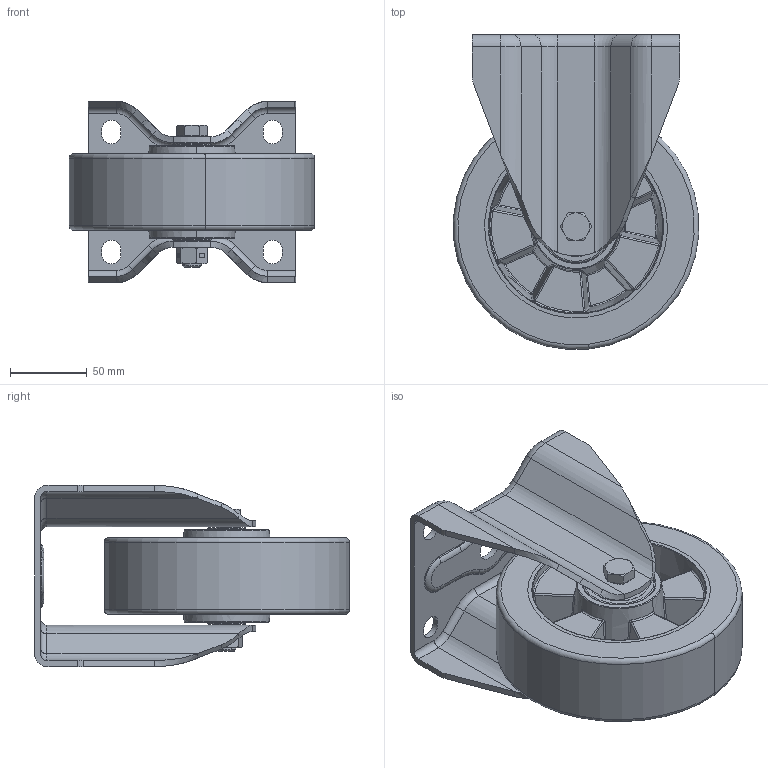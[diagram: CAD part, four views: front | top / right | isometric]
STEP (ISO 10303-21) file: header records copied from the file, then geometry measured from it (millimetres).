
FILE_DESCRIPTION (( 'STEP AP214' ), '1' );
FILE_NAME ('0047424_B-IHB-EPUA-160-K_(A-01).step', '2019-08-08T09:46:02', ( 'Windows-Benutzer' ), ( '' ), 'SwSTEP 2.0', 'SolidWorks 2018', '' );
FILE_SCHEMA (( 'AUTOMOTIVE_DESIGN' ));
Length unit declared in the file: millimetre
Products named in the file (1): 0047424_B-IHB-EPUA-160-K_(A-01)
Bounding box: 159.65 x 204.82 x 118 mm (x, y, z)
Volume: 882247.5 mm3; surface area: 270755.5 mm2
Topology: 16 solids, 16 shells, 674 faces, 1478 edges, 844 vertices
Faces by surface type: cylinder 180, plane 148, torus 146, bspline 92, sphere 60, cone 48
Entity records: 29217 total; most frequent: CARTESIAN_POINT 7027, DIRECTION 3238, ORIENTED_EDGE 2956, EDGE_CURVE 1478, AXIS2_PLACEMENT_3D 1405, VERTEX_POINT 844, CIRCLE 822, EDGE_LOOP 724
